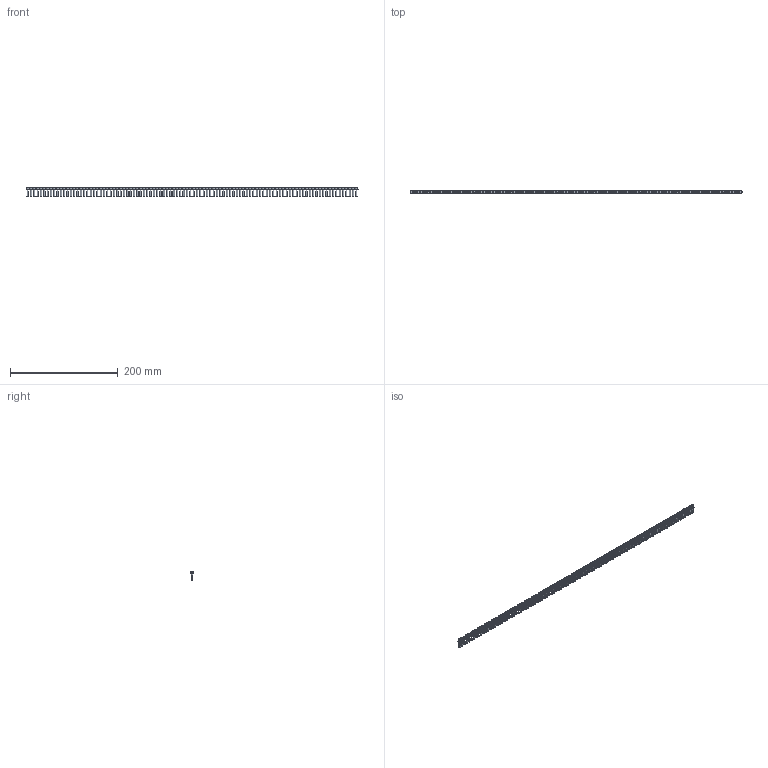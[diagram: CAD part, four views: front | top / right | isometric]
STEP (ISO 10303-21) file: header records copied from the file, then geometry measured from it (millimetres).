
FILE_DESCRIPTION(('Creo Elements/Direct Modeling STEP Export'),'2;1');
FILE_NAME('model.stp','2020-01-23T 0:22:14',(''),(''),'Creo Elements/Direct Modeling STEP processor for AP214 (Solid Model)','Creo Elements/Direct Modeling 20.1A 29-Sep-2018 (C) Parametric Technology GmbH','');
FILE_SCHEMA(('AUTOMOTIVE_DESIGN { 1 0 10303 214 1 1 1 1 }'));
Length unit declared in the file: millimetre
Products named in the file (2): ISSBI_100_6-select
Assembly tree (1 placements, depth 2):
  ISSBI_100_6-select
    ISSBI_100_6-select
Bounding box: 615 x 5.42 x 16.8 mm (x, y, z)
Volume: 17238.5 mm3; surface area: 27860.7 mm2
Topology: 1 solids, 1 shells, 2406 faces, 6212 edges, 4008 vertices
Faces by surface type: plane 1806, cylinder 600
Entity records: 84238 total; most frequent: ORIENTED_EDGE 12424, CARTESIAN_POINT 10909, DIRECTION 9974, EDGE_CURVE 6212, VERTEX_POINT 4008, VECTOR 3828, LINE 3828, AXIS2_PLACEMENT_3D 3073
